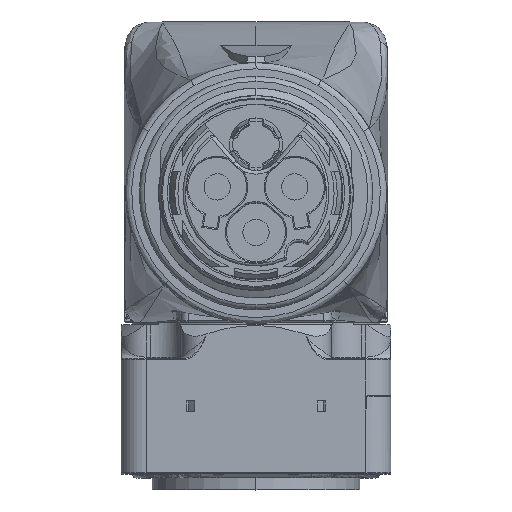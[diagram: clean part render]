
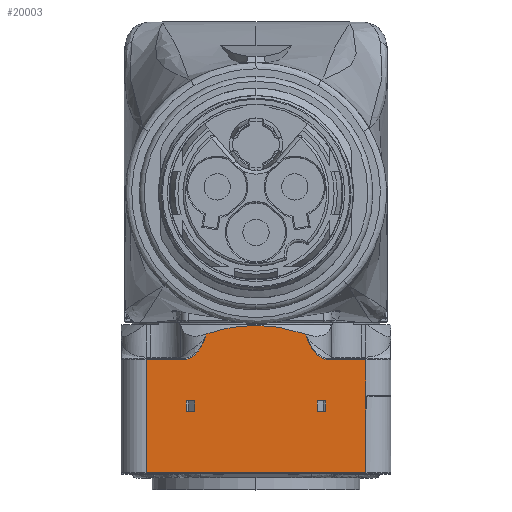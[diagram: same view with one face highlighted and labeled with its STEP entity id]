
A CAD part, top view. The second image highlights one B-rep face of the part: STEP entity #20003.
In plain terms, the highlighted planar face has unit normal (0, 0, 1).
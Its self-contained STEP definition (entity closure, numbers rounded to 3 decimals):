
#483=DIRECTION('',(0.,-1.,0.));
#484=VECTOR('',#483,9.05);
#485=CARTESIAN_POINT('',(-8.8,9.15,10.8));
#486=LINE('',#485,#484);
#501=DIRECTION('',(0.,-1.,0.));
#502=VECTOR('',#501,1.1);
#503=CARTESIAN_POINT('',(8.8,6.3,10.8));
#504=LINE('',#503,#502);
#505=DIRECTION('',(0.,-1.,0.));
#506=VECTOR('',#505,5.1);
#507=CARTESIAN_POINT('',(8.8,5.2,10.8));
#508=LINE('',#507,#506);
#509=DIRECTION('',(-1.,0.,0.));
#510=VECTOR('',#509,17.6);
#511=CARTESIAN_POINT('',(8.8,0.1,10.8));
#512=LINE('',#511,#510);
#513=DIRECTION('',(1.,0.,0.));
#514=VECTOR('',#513,3.046);
#515=CARTESIAN_POINT('',(-8.8,9.15,10.8));
#516=LINE('',#515,#514);
#517=CARTESIAN_POINT('',(-5.754,9.15,10.8));
#518=CARTESIAN_POINT('',(-5.718,9.15,10.8));
#519=CARTESIAN_POINT('',(-5.643,9.155,10.8));
#520=CARTESIAN_POINT('',(-5.522,9.178,10.8));
#521=CARTESIAN_POINT('',(-5.392,9.22,10.8));
#522=CARTESIAN_POINT('',(-5.253,9.284,10.8));
#523=CARTESIAN_POINT('',(-5.103,9.374,10.8));
#524=CARTESIAN_POINT('',(-4.944,9.495,10.8));
#525=CARTESIAN_POINT('',(-4.78,9.65,10.8));
#526=CARTESIAN_POINT('',(-4.613,9.841,10.8));
#527=CARTESIAN_POINT('',(-4.45,10.07,10.8));
#528=CARTESIAN_POINT('',(-4.296,10.337,10.8));
#529=CARTESIAN_POINT('',(-4.15,10.65,10.8));
#530=CARTESIAN_POINT('',(-4.058,10.903,10.8));
#531=CARTESIAN_POINT('',(-4.015,11.039,10.8));
#533=DIRECTION('',(0.,-1.,0.));
#534=VECTOR('',#533,0.139);
#535=CARTESIAN_POINT('',(-4.015,11.178,10.8));
#536=LINE('',#535,#534);
#537=CARTESIAN_POINT('',(4.015,11.178,10.8));
#538=CARTESIAN_POINT('',(3.814,11.248,10.8));
#539=CARTESIAN_POINT('',(3.418,11.377,10.8));
#540=CARTESIAN_POINT('',(2.835,11.539,10.8));
#541=CARTESIAN_POINT('',(2.259,11.671,10.8));
#542=CARTESIAN_POINT('',(1.69,11.773,10.8));
#543=CARTESIAN_POINT('',(1.125,11.846,10.8));
#544=CARTESIAN_POINT('',(0.562,11.89,10.8));
#545=CARTESIAN_POINT('',(0.,11.905,10.8));
#546=CARTESIAN_POINT('',(-0.562,11.89,10.8));
#547=CARTESIAN_POINT('',(-1.125,11.846,10.8));
#548=CARTESIAN_POINT('',(-1.69,11.773,10.8));
#549=CARTESIAN_POINT('',(-2.259,11.671,10.8));
#550=CARTESIAN_POINT('',(-2.835,11.539,10.8));
#551=CARTESIAN_POINT('',(-3.418,11.377,10.8));
#552=CARTESIAN_POINT('',(-3.814,11.248,10.8));
#553=CARTESIAN_POINT('',(-4.015,11.178,10.8));
#555=DIRECTION('',(0.,1.,0.));
#556=VECTOR('',#555,0.138);
#557=CARTESIAN_POINT('',(4.015,11.04,10.8));
#558=LINE('',#557,#556);
#559=CARTESIAN_POINT('',(4.015,11.04,10.8));
#560=CARTESIAN_POINT('',(4.058,10.904,10.8));
#561=CARTESIAN_POINT('',(4.15,10.651,10.8));
#562=CARTESIAN_POINT('',(4.296,10.337,10.8));
#563=CARTESIAN_POINT('',(4.45,10.07,10.8));
#564=CARTESIAN_POINT('',(4.613,9.842,10.8));
#565=CARTESIAN_POINT('',(4.78,9.65,10.8));
#566=CARTESIAN_POINT('',(4.944,9.495,10.8));
#567=CARTESIAN_POINT('',(5.103,9.374,10.8));
#568=CARTESIAN_POINT('',(5.252,9.284,10.8));
#569=CARTESIAN_POINT('',(5.392,9.22,10.8));
#570=CARTESIAN_POINT('',(5.522,9.178,10.8));
#571=CARTESIAN_POINT('',(5.643,9.155,10.8));
#572=CARTESIAN_POINT('',(5.718,9.15,10.8));
#573=CARTESIAN_POINT('',(5.754,9.15,10.8));
#575=DIRECTION('',(1.,0.,0.));
#576=VECTOR('',#575,3.046);
#577=CARTESIAN_POINT('',(5.754,9.15,10.8));
#578=LINE('',#577,#576);
#579=DIRECTION('',(0.,-1.,0.));
#580=VECTOR('',#579,2.85);
#581=CARTESIAN_POINT('',(8.8,9.15,10.8));
#582=LINE('',#581,#580);
#583=DIRECTION('',(0.,1.,0.));
#584=VECTOR('',#583,0.85);
#585=CARTESIAN_POINT('',(-4.9,5.,10.8));
#586=LINE('',#585,#584);
#587=DIRECTION('',(0.,1.,0.));
#588=VECTOR('',#587,0.85);
#589=CARTESIAN_POINT('',(4.9,5.,10.8));
#590=LINE('',#589,#588);
#1670=DIRECTION('',(-1.,0.,0.));
#1671=VECTOR('',#1670,0.7);
#1672=CARTESIAN_POINT('',(5.6,5.,10.8));
#1673=LINE('',#1672,#1671);
#1695=DIRECTION('',(0.,-1.,0.));
#1696=VECTOR('',#1695,0.85);
#1697=CARTESIAN_POINT('',(5.6,5.85,10.8));
#1698=LINE('',#1697,#1696);
#1707=DIRECTION('',(1.,0.,0.));
#1708=VECTOR('',#1707,0.7);
#1709=CARTESIAN_POINT('',(4.9,5.85,10.8));
#1710=LINE('',#1709,#1708);
#2594=CARTESIAN_POINT('',(4.015,11.04,10.8));
#15177=DIRECTION('',(-1.,0.,0.));
#15178=VECTOR('',#15177,0.7);
#15179=CARTESIAN_POINT('',(-4.9,5.,10.8));
#15180=LINE('',#15179,#15178);
#15204=DIRECTION('',(0.,1.,0.));
#15205=VECTOR('',#15204,0.85);
#15206=CARTESIAN_POINT('',(-5.6,5.,10.8));
#15207=LINE('',#15206,#15205);
#15239=DIRECTION('',(1.,0.,0.));
#15240=VECTOR('',#15239,0.7);
#15241=CARTESIAN_POINT('',(-5.6,5.85,10.8));
#15242=LINE('',#15241,#15240);
#16942=VERTEX_POINT('',#537);
#16943=VERTEX_POINT('',#553);
#17063=CARTESIAN_POINT('',(8.8,9.15,10.8));
#17064=VERTEX_POINT('',#17063);
#17067=CARTESIAN_POINT('',(5.754,9.15,10.8));
#17068=VERTEX_POINT('',#17067);
#17069=VERTEX_POINT('',#2594);
#17070=VERTEX_POINT('',#517);
#17071=VERTEX_POINT('',#531);
#17075=CARTESIAN_POINT('',(-8.8,9.15,10.8));
#17076=VERTEX_POINT('',#17075);
#17139=CARTESIAN_POINT('',(-5.6,5.85,10.8));
#17141=VERTEX_POINT('',#17139);
#17166=CARTESIAN_POINT('',(5.6,5.85,10.8));
#17168=VERTEX_POINT('',#17166);
#17171=CARTESIAN_POINT('',(8.8,6.3,10.8));
#17173=VERTEX_POINT('',#17171);
#17360=CARTESIAN_POINT('',(-4.9,5.85,10.8));
#17362=VERTEX_POINT('',#17360);
#17373=CARTESIAN_POINT('',(4.9,5.85,10.8));
#17375=VERTEX_POINT('',#17373);
#17405=CARTESIAN_POINT('',(8.8,0.1,10.8));
#17407=VERTEX_POINT('',#17405);
#17410=CARTESIAN_POINT('',(-8.8,0.1,10.8));
#17411=VERTEX_POINT('',#17410);
#17530=CARTESIAN_POINT('',(5.6,5.,10.8));
#17531=VERTEX_POINT('',#17530);
#17536=CARTESIAN_POINT('',(-5.6,5.,10.8));
#17537=VERTEX_POINT('',#17536);
#17580=CARTESIAN_POINT('',(8.8,5.2,10.8));
#17582=VERTEX_POINT('',#17580);
#17660=CARTESIAN_POINT('',(-4.9,5.,10.8));
#17661=VERTEX_POINT('',#17660);
#17666=CARTESIAN_POINT('',(4.9,5.,10.8));
#17667=VERTEX_POINT('',#17666);
#19953=CARTESIAN_POINT('',(-10.8,5.85,10.8));
#19954=DIRECTION('',(0.,0.,1.));
#19955=DIRECTION('',(1.,0.,0.));
#19956=AXIS2_PLACEMENT_3D('',#19953,#19954,#19955);
#19957=PLANE('',#19956);
#19959=ORIENTED_EDGE('',*,*,#19958,.T.);
#19961=ORIENTED_EDGE('',*,*,#19960,.T.);
#19963=ORIENTED_EDGE('',*,*,#19962,.T.);
#19964=ORIENTED_EDGE('',*,*,#19943,.F.);
#19966=ORIENTED_EDGE('',*,*,#19965,.T.);
#19968=ORIENTED_EDGE('',*,*,#19967,.T.);
#19970=ORIENTED_EDGE('',*,*,#19969,.F.);
#19972=ORIENTED_EDGE('',*,*,#19971,.F.);
#19974=ORIENTED_EDGE('',*,*,#19973,.F.);
#19976=ORIENTED_EDGE('',*,*,#19975,.T.);
#19978=ORIENTED_EDGE('',*,*,#19977,.T.);
#19980=ORIENTED_EDGE('',*,*,#19979,.T.);
#19981=EDGE_LOOP('',(#19959,#19961,#19963,#19964,#19966,#19968,#19970,#19972,
#19974,#19976,#19978,#19980));
#19982=FACE_OUTER_BOUND('',#19981,.F.);
#19984=ORIENTED_EDGE('',*,*,#19983,.F.);
#19986=ORIENTED_EDGE('',*,*,#19985,.F.);
#19988=ORIENTED_EDGE('',*,*,#19987,.T.);
#19990=ORIENTED_EDGE('',*,*,#19989,.F.);
#19991=EDGE_LOOP('',(#19984,#19986,#19988,#19990));
#19992=FACE_BOUND('',#19991,.F.);
#19994=ORIENTED_EDGE('',*,*,#19993,.F.);
#19996=ORIENTED_EDGE('',*,*,#19995,.F.);
#19998=ORIENTED_EDGE('',*,*,#19997,.F.);
#20000=ORIENTED_EDGE('',*,*,#19999,.F.);
#20001=EDGE_LOOP('',(#19994,#19996,#19998,#20000));
#20002=FACE_BOUND('',#20001,.F.);
#532=B_SPLINE_CURVE_WITH_KNOTS('',3,(#517,#518,#519,#520,#521,#522,#523,#524,
#525,#526,#527,#528,#529,#530,#531),.UNSPECIFIED.,.F.,.F.,(4,1,1,1,1,1,1,1,1,1,
1,1,4),(0.,0.083,0.167,0.25,0.333,
0.417,0.5,0.583,0.667,0.75,
0.833,0.917,1.),.UNSPECIFIED.);
#554=B_SPLINE_CURVE_WITH_KNOTS('',3,(#537,#538,#539,#540,#541,#542,#543,#544,
#545,#546,#547,#548,#549,#550,#551,#552,#553),.UNSPECIFIED.,.F.,.F.,(4,1,1,1,1,
1,1,1,1,1,1,1,1,1,4),(0.,0.071,0.143,
0.214,0.286,0.357,0.429,0.5,
0.571,0.643,0.714,0.786,
0.857,0.929,1.),.UNSPECIFIED.);
#574=B_SPLINE_CURVE_WITH_KNOTS('',3,(#559,#560,#561,#562,#563,#564,#565,#566,
#567,#568,#569,#570,#571,#572,#573),.UNSPECIFIED.,.F.,.F.,(4,1,1,1,1,1,1,1,1,1,
1,1,4),(0.,0.083,0.167,0.25,0.333,
0.417,0.5,0.583,0.667,0.75,
0.833,0.917,1.),.UNSPECIFIED.);
#19943=EDGE_CURVE('',#17076,#17411,#486,.T.);
#19958=EDGE_CURVE('',#17173,#17582,#504,.T.);
#19960=EDGE_CURVE('',#17582,#17407,#508,.T.);
#19962=EDGE_CURVE('',#17407,#17411,#512,.T.);
#19965=EDGE_CURVE('',#17076,#17070,#516,.T.);
#19967=EDGE_CURVE('',#17070,#17071,#532,.T.);
#19969=EDGE_CURVE('',#16943,#17071,#536,.T.);
#19971=EDGE_CURVE('',#16942,#16943,#554,.T.);
#19973=EDGE_CURVE('',#17069,#16942,#558,.T.);
#19975=EDGE_CURVE('',#17069,#17068,#574,.T.);
#19977=EDGE_CURVE('',#17068,#17064,#578,.T.);
#19979=EDGE_CURVE('',#17064,#17173,#582,.T.);
#19983=EDGE_CURVE('',#17537,#17141,#15207,.T.);
#19985=EDGE_CURVE('',#17661,#17537,#15180,.T.);
#19987=EDGE_CURVE('',#17661,#17362,#586,.T.);
#19989=EDGE_CURVE('',#17141,#17362,#15242,.T.);
#19993=EDGE_CURVE('',#17667,#17375,#590,.T.);
#19995=EDGE_CURVE('',#17531,#17667,#1673,.T.);
#19997=EDGE_CURVE('',#17168,#17531,#1698,.T.);
#19999=EDGE_CURVE('',#17375,#17168,#1710,.T.);
#20003=ADVANCED_FACE('',(#19982,#19992,#20002),#19957,.T.);
